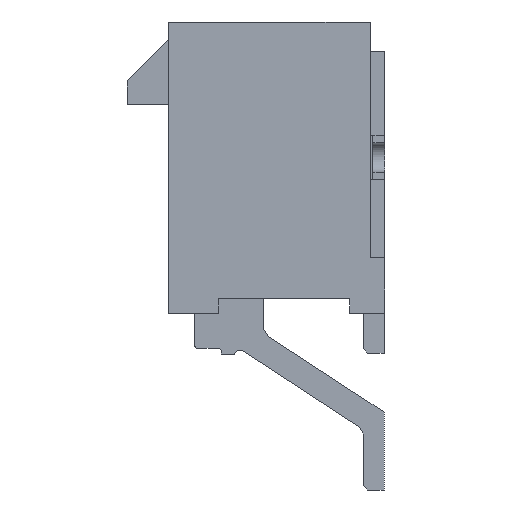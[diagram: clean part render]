
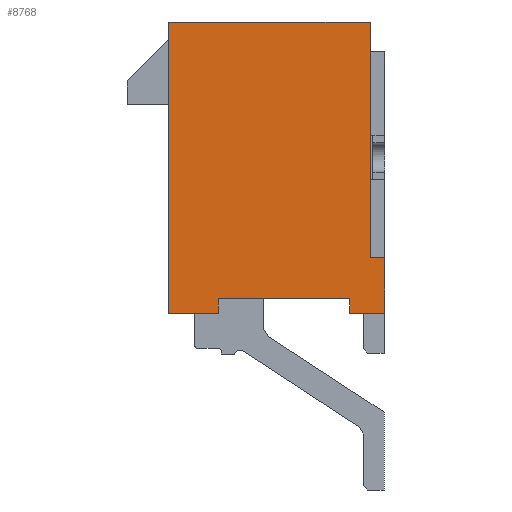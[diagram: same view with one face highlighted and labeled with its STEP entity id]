
A CAD part, front view. The second image highlights one B-rep face of the part: STEP entity #8768.
In plain terms, the highlighted planar face has unit normal (0, -1, 0).
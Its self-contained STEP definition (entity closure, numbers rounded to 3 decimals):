
#1360=ORIENTED_EDGE('',*,*,#3572,.F.);
#1361=ORIENTED_EDGE('',*,*,#3593,.T.);
#1362=ORIENTED_EDGE('',*,*,#3435,.T.);
#1363=ORIENTED_EDGE('',*,*,#3594,.T.);
#1364=ORIENTED_EDGE('',*,*,#3577,.F.);
#1365=ORIENTED_EDGE('',*,*,#3595,.T.);
#1366=ORIENTED_EDGE('',*,*,#3596,.T.);
#1367=ORIENTED_EDGE('',*,*,#2817,.F.);
#1368=ORIENTED_EDGE('',*,*,#2954,.F.);
#1369=ORIENTED_EDGE('',*,*,#3597,.F.);
#2817=EDGE_CURVE('',#4090,#4091,#4936,.T.);
#2954=EDGE_CURVE('',#4214,#4090,#5073,.T.);
#3435=EDGE_CURVE('',#4589,#4588,#5482,.T.);
#3572=EDGE_CURVE('',#4649,#4650,#5619,.T.);
#3577=EDGE_CURVE('',#4653,#4654,#5624,.T.);
#3593=EDGE_CURVE('',#4649,#4589,#5640,.T.);
#3594=EDGE_CURVE('',#4588,#4654,#5641,.T.);
#3595=EDGE_CURVE('',#4653,#4665,#5642,.T.);
#3596=EDGE_CURVE('',#4665,#4091,#5643,.T.);
#3597=EDGE_CURVE('',#4650,#4214,#5644,.T.);
#4090=VERTEX_POINT('',#11957);
#4091=VERTEX_POINT('',#11959);
#4214=VERTEX_POINT('',#12225);
#4588=VERTEX_POINT('',#13172);
#4589=VERTEX_POINT('',#13174);
#4649=VERTEX_POINT('',#13425);
#4650=VERTEX_POINT('',#13427);
#4653=VERTEX_POINT('',#13435);
#4654=VERTEX_POINT('',#13437);
#4665=VERTEX_POINT('',#13469);
#4936=LINE('',#11958,#6117);
#5073=LINE('',#12226,#6254);
#5482=LINE('',#13173,#6663);
#5619=LINE('',#13426,#6800);
#5624=LINE('',#13436,#6805);
#5640=LINE('',#13466,#6821);
#5641=LINE('',#13467,#6822);
#5642=LINE('',#13468,#6823);
#5643=LINE('',#13470,#6824);
#5644=LINE('',#13471,#6825);
#6117=VECTOR('',#9666,1000.);
#6254=VECTOR('',#9817,1000.);
#6663=VECTOR('',#10554,1000.);
#6800=VECTOR('',#10801,1000.);
#6805=VECTOR('',#10808,1000.);
#6821=VECTOR('',#10830,1000.);
#6822=VECTOR('',#10831,1000.);
#6823=VECTOR('',#10832,1000.);
#6824=VECTOR('',#10833,1000.);
#6825=VECTOR('',#10834,1000.);
#7458=EDGE_LOOP('',(#1360,#1361,#1362,#1363,#1364,#1365,#1366,#1367,#1368,
#1369));
#7931=FACE_BOUND('',#7458,.T.);
#8346=PLANE('',#9321);
#8768=ADVANCED_FACE('',(#7931),#8346,.F.);
#9321=AXIS2_PLACEMENT_3D('',#13465,#10828,#10829);
#9666=DIRECTION('',(0.,0.,-1.));
#9817=DIRECTION('',(1.,0.,0.));
#10554=DIRECTION('',(1.,0.,0.));
#10801=DIRECTION('',(-1.,0.,0.));
#10808=DIRECTION('',(-1.,0.,0.));
#10828=DIRECTION('',(0.,1.,0.));
#10829=DIRECTION('',(0.,0.,1.));
#10830=DIRECTION('',(0.,0.,1.));
#10831=DIRECTION('',(0.,0.,-1.));
#10832=DIRECTION('',(0.,0.,1.));
#10833=DIRECTION('',(-1.,0.,0.));
#10834=DIRECTION('',(0.,0.,1.));
#11957=CARTESIAN_POINT('',(3.43,-15.35,4.95));
#11958=CARTESIAN_POINT('',(3.43,-15.35,4.95));
#11959=CARTESIAN_POINT('',(3.43,-15.35,-3.05));
#12225=CARTESIAN_POINT('',(-3.43,-15.35,4.95));
#12226=CARTESIAN_POINT('',(-3.43,-15.35,4.95));
#13172=CARTESIAN_POINT('',(2.73,-15.35,-4.45));
#13173=CARTESIAN_POINT('',(-2.73,-15.35,-4.45));
#13174=CARTESIAN_POINT('',(-1.73,-15.35,-4.45));
#13425=CARTESIAN_POINT('',(-1.73,-15.35,-4.95));
#13426=CARTESIAN_POINT('',(3.43,-15.35,-4.95));
#13427=CARTESIAN_POINT('',(-3.43,-15.35,-4.95));
#13435=CARTESIAN_POINT('',(3.93,-15.35,-4.95));
#13436=CARTESIAN_POINT('',(3.43,-15.35,-4.95));
#13437=CARTESIAN_POINT('',(2.73,-15.35,-4.95));
#13465=CARTESIAN_POINT('',(0.,-15.35,0.));
#13466=CARTESIAN_POINT('',(-1.73,-15.35,-4.95));
#13467=CARTESIAN_POINT('',(2.73,-15.35,-4.45));
#13468=CARTESIAN_POINT('',(3.93,-15.35,-4.95));
#13469=CARTESIAN_POINT('',(3.93,-15.35,-3.05));
#13470=CARTESIAN_POINT('',(3.93,-15.35,-3.05));
#13471=CARTESIAN_POINT('',(-3.43,-15.35,-4.95));
